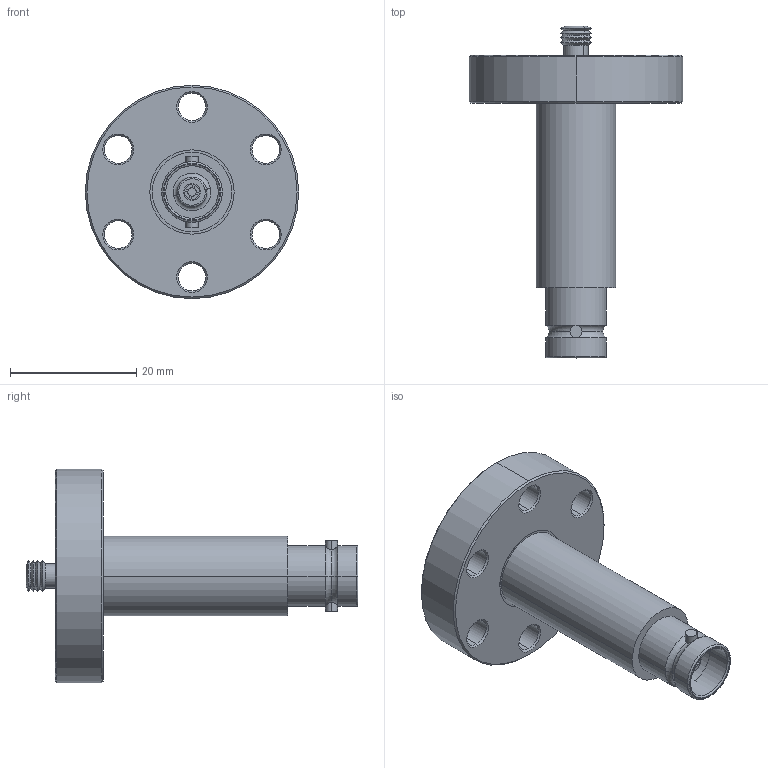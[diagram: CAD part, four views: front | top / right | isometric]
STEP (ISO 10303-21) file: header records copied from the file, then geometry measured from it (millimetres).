
FILE_DESCRIPTION (( 'STEP AP203' ), '1' );
FILE_NAME ('A2554-CF.STEP', '2019-08-21T20:06:16', ( '' ), ( '' ), 'SwSTEP 2.0', 'SolidWorks 2019', '' );
FILE_SCHEMA (( 'CONFIG_CONTROL_DESIGN' ));
Length unit declared in the file: inch
Products named in the file (1): A2554-CF
Bounding box: 33.78 x 52.58 x 33.78 mm (x, y, z)
Volume: 9034.4 mm3; surface area: 5994.3 mm2
Topology: 1 solids, 1 shells, 169 faces, 372 edges, 223 vertices
Faces by surface type: cylinder 63, cone 52, plane 40, torus 14
Entity records: 4840 total; most frequent: DIRECTION 905, CARTESIAN_POINT 873, ORIENTED_EDGE 744, AXIS2_PLACEMENT_3D 373, EDGE_CURVE 372, VERTEX_POINT 223, CIRCLE 203, EDGE_LOOP 199
